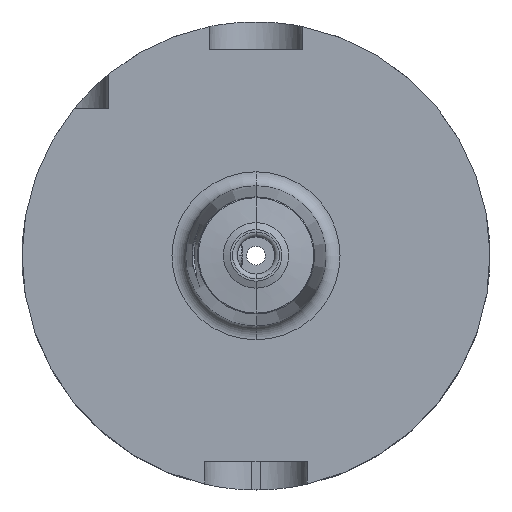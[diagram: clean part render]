
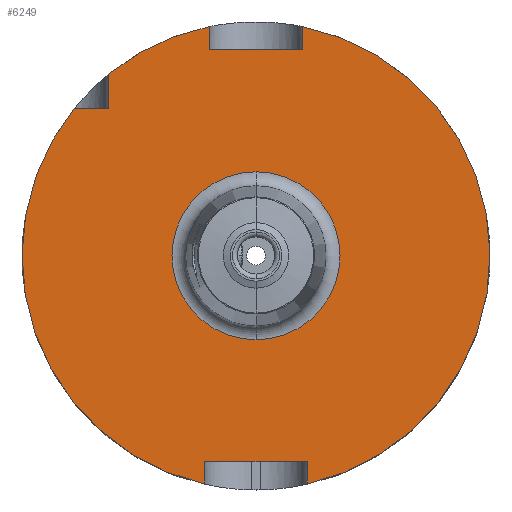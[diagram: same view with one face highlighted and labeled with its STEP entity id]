
A CAD part, top view. The second image highlights one B-rep face of the part: STEP entity #6249.
In plain terms, the highlighted planar face has unit normal (0, 0, 1).
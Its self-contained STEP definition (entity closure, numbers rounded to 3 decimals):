
#263=DIRECTION('',(1.,0.,0.));
#264=VECTOR('',#263,20.);
#265=CARTESIAN_POINT('',(-10.,44.,28.95));
#266=LINE('',#265,#264);
#270=DIRECTION('',(0.,-1.,0.));
#271=VECTOR('',#270,4.99);
#272=CARTESIAN_POINT('',(10.,48.99,28.95));
#273=LINE('',#272,#271);
#277=DIRECTION('',(0.,1.,0.));
#278=VECTOR('',#277,4.775);
#279=CARTESIAN_POINT('',(11.,-48.775,28.95));
#280=LINE('',#279,#278);
#284=DIRECTION('',(1.,0.,0.));
#285=VECTOR('',#284,22.);
#286=CARTESIAN_POINT('',(-11.,-44.,28.95));
#287=LINE('',#286,#285);
#291=DIRECTION('',(0.,1.,0.));
#292=VECTOR('',#291,4.775);
#293=CARTESIAN_POINT('',(-11.,-48.775,28.95));
#294=LINE('',#293,#292);
#298=DIRECTION('',(1.,0.,0.));
#299=VECTOR('',#298,7.33);
#300=CARTESIAN_POINT('',(-38.83,31.5,28.95));
#301=LINE('',#300,#299);
#305=DIRECTION('',(0.,-1.,0.));
#306=VECTOR('',#305,7.33);
#307=CARTESIAN_POINT('',(-31.5,38.83,28.95));
#308=LINE('',#307,#306);
#312=DIRECTION('',(0.,-1.,0.));
#313=VECTOR('',#312,4.99);
#314=CARTESIAN_POINT('',(-10.,48.99,28.95));
#315=LINE('',#314,#313);
#319=CARTESIAN_POINT('',(0.,0.,28.95));
#320=DIRECTION('',(0.,0.,1.));
#321=DIRECTION('',(0.,1.,0.));
#322=AXIS2_PLACEMENT_3D('',#319,#320,#321);
#327=CARTESIAN_POINT('',(0.,0.,28.95));
#328=DIRECTION('',(0.,0.,1.));
#329=DIRECTION('',(0.,-1.,0.));
#330=AXIS2_PLACEMENT_3D('',#327,#328,#329);
#335=CARTESIAN_POINT('',(0.,0.,28.95));
#336=DIRECTION('',(0.,0.,1.));
#337=DIRECTION('',(-0.777,0.63,0.));
#338=AXIS2_PLACEMENT_3D('',#335,#336,#337);
#343=CARTESIAN_POINT('',(0.,0.,28.95));
#344=DIRECTION('',(0.,0.,1.));
#345=DIRECTION('',(0.22,-0.975,0.));
#346=AXIS2_PLACEMENT_3D('',#343,#344,#345);
#351=CARTESIAN_POINT('',(0.,0.,28.95));
#352=DIRECTION('',(0.,0.,1.));
#353=DIRECTION('',(-0.2,0.98,0.));
#354=AXIS2_PLACEMENT_3D('',#351,#352,#353);
#5512=CARTESIAN_POINT('',(0.,17.954,28.95));
#5513=VERTEX_POINT('',#5512);
#5514=CARTESIAN_POINT('',(0.,-17.954,28.95));
#5515=VERTEX_POINT('',#5514);
#5710=CARTESIAN_POINT('',(-31.5,31.5,28.95));
#5712=VERTEX_POINT('',#5710);
#5724=CARTESIAN_POINT('',(11.,-44.,28.95));
#5725=VERTEX_POINT('',#5724);
#5726=CARTESIAN_POINT('',(-11.,-44.,28.95));
#5727=VERTEX_POINT('',#5726);
#5740=CARTESIAN_POINT('',(10.,44.,28.95));
#5741=VERTEX_POINT('',#5740);
#5742=CARTESIAN_POINT('',(-10.,44.,28.95));
#5743=VERTEX_POINT('',#5742);
#5821=CARTESIAN_POINT('',(-38.83,31.5,28.95));
#5822=VERTEX_POINT('',#5821);
#5823=CARTESIAN_POINT('',(-31.5,38.83,28.95));
#5824=VERTEX_POINT('',#5823);
#5851=CARTESIAN_POINT('',(11.,-48.775,28.95));
#5852=VERTEX_POINT('',#5851);
#5853=CARTESIAN_POINT('',(-11.,-48.775,28.95));
#5854=VERTEX_POINT('',#5853);
#5881=CARTESIAN_POINT('',(10.,48.99,28.95));
#5882=VERTEX_POINT('',#5881);
#5883=CARTESIAN_POINT('',(-10.,48.99,28.95));
#5884=VERTEX_POINT('',#5883);
#6217=CARTESIAN_POINT('',(0.,0.,28.95));
#6218=DIRECTION('',(0.,0.,1.));
#6219=DIRECTION('',(0.,1.,0.));
#6220=AXIS2_PLACEMENT_3D('',#6217,#6218,#6219);
#6221=PLANE('',#6220);
#6222=ORIENTED_EDGE('',*,*,#6127,.T.);
#6223=ORIENTED_EDGE('',*,*,#6166,.F.);
#6225=ORIENTED_EDGE('',*,*,#6224,.F.);
#6227=ORIENTED_EDGE('',*,*,#6226,.T.);
#6229=ORIENTED_EDGE('',*,*,#6228,.F.);
#6231=ORIENTED_EDGE('',*,*,#6230,.F.);
#6233=ORIENTED_EDGE('',*,*,#6232,.F.);
#6235=ORIENTED_EDGE('',*,*,#6234,.T.);
#6237=ORIENTED_EDGE('',*,*,#6236,.F.);
#6239=ORIENTED_EDGE('',*,*,#6238,.F.);
#6240=ORIENTED_EDGE('',*,*,#6193,.T.);
#6241=EDGE_LOOP('',(#6222,#6223,#6225,#6227,#6229,#6231,#6233,#6235,#6237,#6239,
#6240));
#6242=FACE_OUTER_BOUND('',#6241,.F.);
#6244=ORIENTED_EDGE('',*,*,#6243,.T.);
#6246=ORIENTED_EDGE('',*,*,#6245,.T.);
#6247=EDGE_LOOP('',(#6244,#6246));
#6248=FACE_BOUND('',#6247,.F.);
#323=CIRCLE('',#322,17.954);
#331=CIRCLE('',#330,17.954);
#339=CIRCLE('',#338,50.);
#347=CIRCLE('',#346,50.);
#355=CIRCLE('',#354,50.);
#6127=EDGE_CURVE('',#5743,#5741,#266,.T.);
#6166=EDGE_CURVE('',#5882,#5741,#273,.T.);
#6193=EDGE_CURVE('',#5884,#5743,#315,.T.);
#6224=EDGE_CURVE('',#5852,#5882,#347,.T.);
#6226=EDGE_CURVE('',#5852,#5725,#280,.T.);
#6228=EDGE_CURVE('',#5727,#5725,#287,.T.);
#6230=EDGE_CURVE('',#5854,#5727,#294,.T.);
#6232=EDGE_CURVE('',#5822,#5854,#339,.T.);
#6234=EDGE_CURVE('',#5822,#5712,#301,.T.);
#6236=EDGE_CURVE('',#5824,#5712,#308,.T.);
#6238=EDGE_CURVE('',#5884,#5824,#355,.T.);
#6243=EDGE_CURVE('',#5513,#5515,#323,.T.);
#6245=EDGE_CURVE('',#5515,#5513,#331,.T.);
#6249=ADVANCED_FACE('',(#6242,#6248),#6221,.T.);
